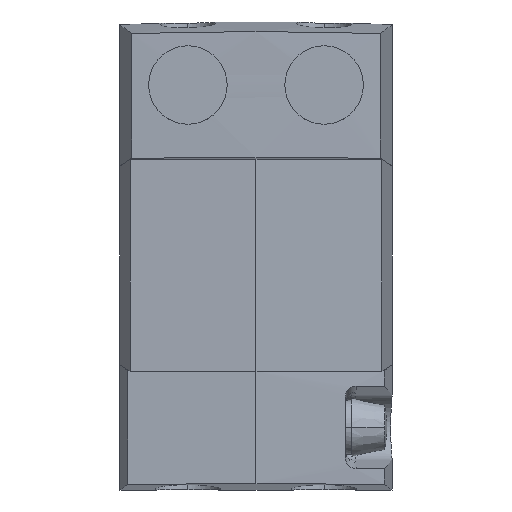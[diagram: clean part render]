
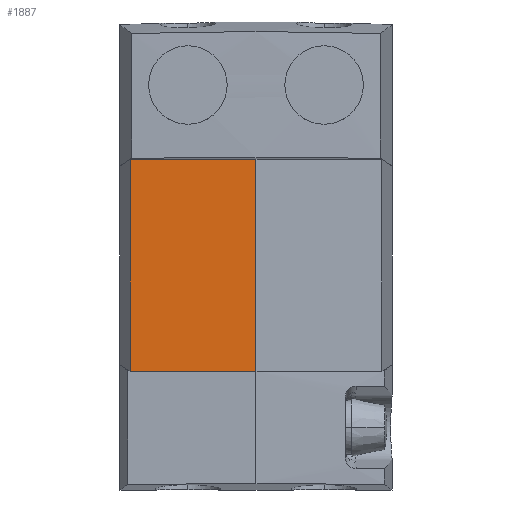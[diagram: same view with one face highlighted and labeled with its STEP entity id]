
A CAD part, top view. The second image highlights one B-rep face of the part: STEP entity #1887.
In plain terms, the highlighted cylindrical face has radius 2500 mm (diameter 5000 mm), a partial arc.
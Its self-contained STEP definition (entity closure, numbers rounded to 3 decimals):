
#48 = EDGE_CURVE ( 'NONE', #1460, #1467, #4517, .T. ) ;
#774 = DIRECTION ( 'NONE',  ( 0., 1., 0. ) ) ;
#963 = VECTOR ( 'NONE', #1236, 1000. ) ;
#1236 = DIRECTION ( 'NONE',  ( 0., 1., 0. ) ) ;
#1400 = ORIENTED_EDGE ( 'NONE', *, *, #2167, .F. ) ;
#1431 = VERTEX_POINT ( 'NONE', #3483 ) ;
#1460 = VERTEX_POINT ( 'NONE', #6665 ) ;
#1467 = VERTEX_POINT ( 'NONE', #4416 ) ;
#1887 = ADVANCED_FACE ( 'NONE', ( #4147 ), #2426, .T. ) ;
#1930 = EDGE_CURVE ( 'NONE', #3285, #1431, #3487, .T. ) ;
#2167 = EDGE_CURVE ( 'NONE', #1467, #1431, #4093, .T. ) ;
#2346 = CARTESIAN_POINT ( 'NONE',  ( -57.858, -97.464, 94.735 ) ) ;
#2426 = CYLINDRICAL_SURFACE ( 'NONE', #7016, 2500. ) ;
#2454 = CARTESIAN_POINT ( 'NONE',  ( -19.297, -97.525, 95.182 ) ) ;
#2512 = B_SPLINE_CURVE_WITH_KNOTS ( 'NONE', 3,
 ( #3514, #2454, #2346, #6196, #6743 ),
 .UNSPECIFIED., .F., .F.,
 ( 4, 1, 4 ),
 ( 9.564, 9.622, 9.679 ),
 .UNSPECIFIED. ) ;
#2613 = ORIENTED_EDGE ( 'NONE', *, *, #1930, .T. ) ;
#2746 = CARTESIAN_POINT ( 'NONE',  ( -38.53, 97.525, 95.182 ) ) ;
#2893 = CARTESIAN_POINT ( 'NONE',  ( 0., 97.525, 95.182 ) ) ;
#2965 = EDGE_CURVE ( 'NONE', #3285, #1460, #2512, .T. ) ;
#3011 = CARTESIAN_POINT ( 'NONE',  ( 0., -105., -2404.818 ) ) ;
#3285 = VERTEX_POINT ( 'NONE', #6876 ) ;
#3328 = ORIENTED_EDGE ( 'NONE', *, *, #2965, .F. ) ;
#3483 = CARTESIAN_POINT ( 'NONE',  ( 0., 97.525, 95.182 ) ) ;
#3487 = LINE ( 'NONE', #5670, #6322 ) ;
#3514 = CARTESIAN_POINT ( 'NONE',  ( 0., -97.525, 95.182 ) ) ;
#3850 = CARTESIAN_POINT ( 'NONE',  ( -115.59, 97.161, 92.508 ) ) ;
#4093 = B_SPLINE_CURVE_WITH_KNOTS ( 'NONE', 3,
 ( #3850, #4424, #2746, #2893 ),
 .UNSPECIFIED., .F., .F.,
 ( 4, 4 ),
 ( 0.014, 0.13 ),
 .UNSPECIFIED. ) ;
#4147 = FACE_OUTER_BOUND ( 'NONE', #6396, .T. ) ;
#4179 = DIRECTION ( 'NONE',  ( 0., 1., 0. ) ) ;
#4183 = ORIENTED_EDGE ( 'NONE', *, *, #48, .F. ) ;
#4416 = CARTESIAN_POINT ( 'NONE',  ( -115.59, 97.161, 92.508 ) ) ;
#4424 = CARTESIAN_POINT ( 'NONE',  ( -77.06, 97.402, 94.292 ) ) ;
#4517 = LINE ( 'NONE', #6003, #963 ) ;
#4674 = DIRECTION ( 'NONE',  ( 0., 0., 1. ) ) ;
#5670 = CARTESIAN_POINT ( 'NONE',  ( 0., -105., 95.182 ) ) ;
#6003 = CARTESIAN_POINT ( 'NONE',  ( -115.59, -105., 92.508 ) ) ;
#6196 = CARTESIAN_POINT ( 'NONE',  ( -96.356, -97.281, 93.399 ) ) ;
#6322 = VECTOR ( 'NONE', #774, 1000. ) ;
#6396 = EDGE_LOOP ( 'NONE', ( #3328, #2613, #1400, #4183 ) ) ;
#6665 = CARTESIAN_POINT ( 'NONE',  ( -115.59, -97.161, 92.508 ) ) ;
#6743 = CARTESIAN_POINT ( 'NONE',  ( -115.59, -97.161, 92.508 ) ) ;
#6876 = CARTESIAN_POINT ( 'NONE',  ( 0., -97.525, 95.182 ) ) ;
#7016 = AXIS2_PLACEMENT_3D ( 'NONE', #3011, #4179, #4674 ) ;
